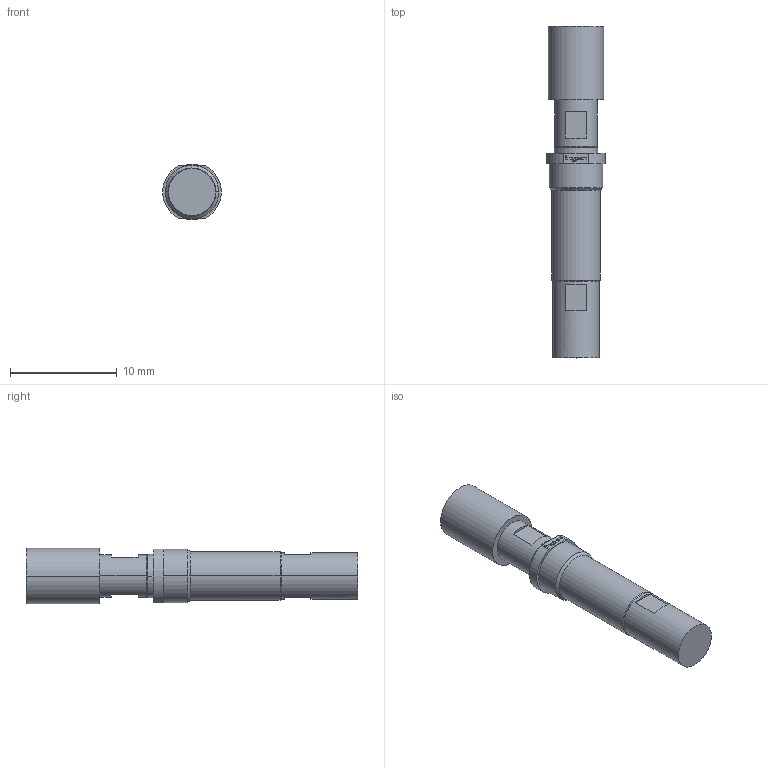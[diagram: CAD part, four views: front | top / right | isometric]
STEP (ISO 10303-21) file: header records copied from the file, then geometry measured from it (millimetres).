
FILE_DESCRIPTION (( 'STEP AP203' ), '1' );
FILE_NAME ('INGUN_HFS-4x0_303_150_A_xx43_F-Y14_M.STEP', '2022-04-26T12:26:41', ( 'ochi' ), ( '' ), 'SwSTEP 2.0', 'SolidWorks 2018', '' );
FILE_SCHEMA (( 'CONFIG_CONTROL_DESIGN' ));
Length unit declared in the file: millimetre
Products named in the file (1): INGUN_HFS-4x0_303_150_A_xx43_F-Y14_M
Bounding box: 5.5 x 31.1 x 5.2 mm (x, y, z)
Volume: 447.2 mm3; surface area: 643.9 mm2
Topology: 1 solids, 1 shells, 210 faces, 519 edges, 331 vertices
Faces by surface type: plane 142, cylinder 56, cone 10, torus 2
Entity records: 6232 total; most frequent: CARTESIAN_POINT 1318, ORIENTED_EDGE 1034, DIRECTION 985, EDGE_CURVE 517, AXIS2_PLACEMENT_3D 340, VERTEX_POINT 331, LINE 305, VECTOR 305
